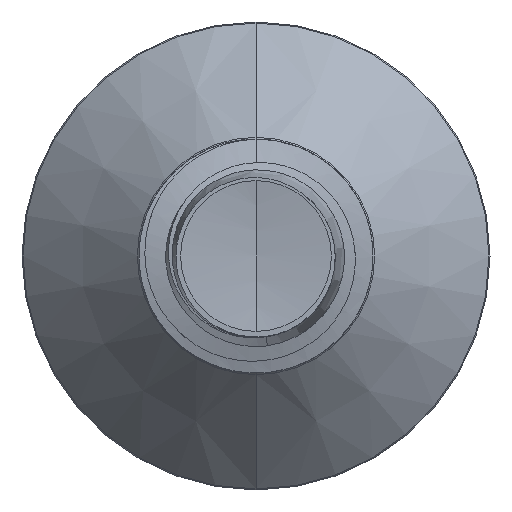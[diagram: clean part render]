
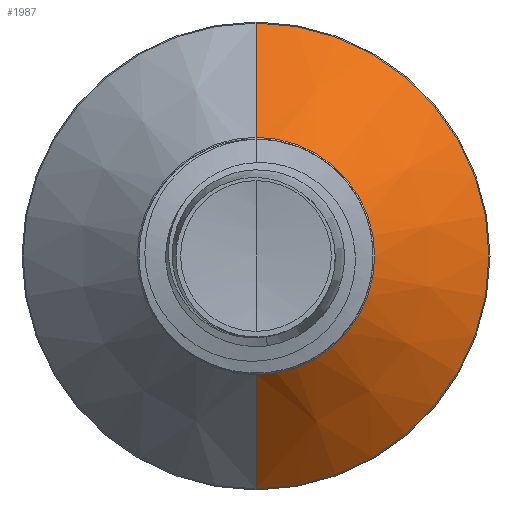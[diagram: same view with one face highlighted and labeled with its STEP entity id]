
A CAD part, front view. The second image highlights one B-rep face of the part: STEP entity #1987.
In plain terms, the highlighted conical face has half-angle 45 degrees and reference radius 1.522 mm.
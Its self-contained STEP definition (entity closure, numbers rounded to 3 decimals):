
#707 = DIRECTION ( 'NONE',  ( 0., 0., 1. ) ) ;
#856 = CARTESIAN_POINT ( 'NONE',  ( 0., 5.937, 2.987 ) ) ;
#1004 = CARTESIAN_POINT ( 'NONE',  ( 0., 4.472, 1.522 ) ) ;
#1280 = DIRECTION ( 'NONE',  ( 0., 1., 0. ) ) ;
#1425 = LINE ( 'NONE', #12503, #4068 ) ;
#1902 = CONICAL_SURFACE ( 'NONE', #6852, 1.522, 0.785 ) ;
#1939 = CARTESIAN_POINT ( 'NONE',  ( 0., 4.472, 0. ) ) ;
#1980 = FACE_OUTER_BOUND ( 'NONE', #13051, .T. ) ;
#1987 = ADVANCED_FACE ( 'NONE', ( #1980 ), #1902, .T. ) ;
#3883 = DIRECTION ( 'NONE',  ( 0., 0.707, -0.707 ) ) ;
#4068 = VECTOR ( 'NONE', #3883, 1000. ) ;
#4446 = ORIENTED_EDGE ( 'NONE', *, *, #9933, .F. ) ;
#4510 = CIRCLE ( 'NONE', #6242, 1.522 ) ;
#4661 = CARTESIAN_POINT ( 'NONE',  ( 0., 4.472, -1.522 ) ) ;
#5333 = CARTESIAN_POINT ( 'NONE',  ( 0., 4.472, 1.522 ) ) ;
#5467 = VERTEX_POINT ( 'NONE', #13610 ) ;
#5897 = ORIENTED_EDGE ( 'NONE', *, *, #12135, .F. ) ;
#6242 = AXIS2_PLACEMENT_3D ( 'NONE', #13779, #7371, #707 ) ;
#6745 = EDGE_CURVE ( 'NONE', #13753, #9894, #4510, .T. ) ;
#6852 = AXIS2_PLACEMENT_3D ( 'NONE', #1939, #10655, #11707 ) ;
#7371 = DIRECTION ( 'NONE',  ( 0., 1., 0. ) ) ;
#7773 = ORIENTED_EDGE ( 'NONE', *, *, #6745, .T. ) ;
#7924 = CARTESIAN_POINT ( 'NONE',  ( 0., 5.937, 0. ) ) ;
#8356 = ORIENTED_EDGE ( 'NONE', *, *, #13279, .T. ) ;
#8724 = DIRECTION ( 'NONE',  ( 0., 0.707, 0.707 ) ) ;
#8978 = DIRECTION ( 'NONE',  ( 0., 0., 1. ) ) ;
#9652 = LINE ( 'NONE', #1004, #11878 ) ;
#9894 = VERTEX_POINT ( 'NONE', #4661 ) ;
#9933 = EDGE_CURVE ( 'NONE', #12943, #5467, #10320, .T. ) ;
#10320 = CIRCLE ( 'NONE', #13565, 2.987 ) ;
#10655 = DIRECTION ( 'NONE',  ( 0., 1., 0. ) ) ;
#11707 = DIRECTION ( 'NONE',  ( 0., 0., 1. ) ) ;
#11878 = VECTOR ( 'NONE', #8724, 1000. ) ;
#12135 = EDGE_CURVE ( 'NONE', #13753, #12943, #9652, .T. ) ;
#12503 = CARTESIAN_POINT ( 'NONE',  ( 0., 4.472, -1.522 ) ) ;
#12943 = VERTEX_POINT ( 'NONE', #856 ) ;
#13051 = EDGE_LOOP ( 'NONE', ( #7773, #8356, #4446, #5897 ) ) ;
#13279 = EDGE_CURVE ( 'NONE', #9894, #5467, #1425, .T. ) ;
#13565 = AXIS2_PLACEMENT_3D ( 'NONE', #7924, #1280, #8978 ) ;
#13610 = CARTESIAN_POINT ( 'NONE',  ( 0., 5.937, -2.987 ) ) ;
#13753 = VERTEX_POINT ( 'NONE', #5333 ) ;
#13779 = CARTESIAN_POINT ( 'NONE',  ( 0., 4.472, 0. ) ) ;
